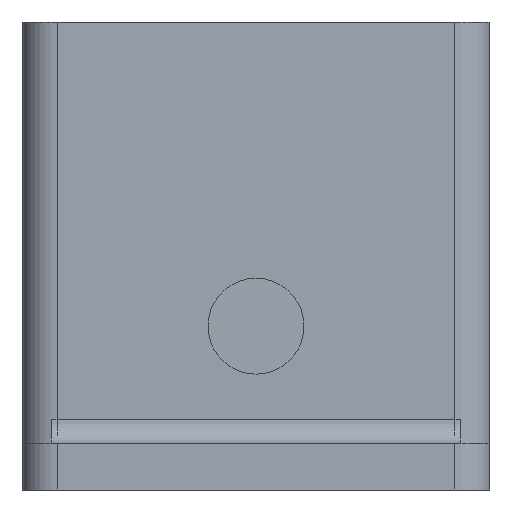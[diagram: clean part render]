
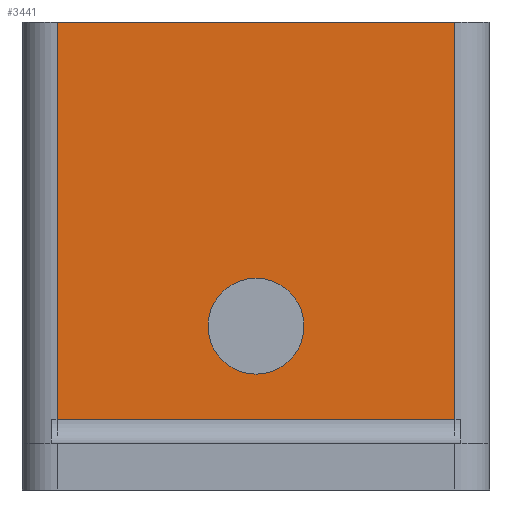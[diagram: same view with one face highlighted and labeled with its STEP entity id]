
A CAD part, left-side view. The second image highlights one B-rep face of the part: STEP entity #3441.
In plain terms, the highlighted planar face has unit normal (-1, 0, 0).
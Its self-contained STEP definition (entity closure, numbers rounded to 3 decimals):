
#3077 = VERTEX_POINT('',#3078);
#3078 = CARTESIAN_POINT('',(4.206,-8.992,
    34.695));
#3087 = CYLINDRICAL_SURFACE('',#3088,4.1);
#3088 = AXIS2_PLACEMENT_3D('',#3089,#3090,#3091);
#3089 = CARTESIAN_POINT('',(3.206,-8.992,
    38.795));
#3090 = DIRECTION('',(1.,0.,0.));
#3091 = DIRECTION('',(0.,0.,-1.));
#3099 = CYLINDRICAL_SURFACE('',#3100,4.1);
#3100 = AXIS2_PLACEMENT_3D('',#3101,#3102,#3103);
#3101 = CARTESIAN_POINT('',(3.206,-8.992,
    38.795));
#3102 = DIRECTION('',(1.,0.,0.));
#3103 = DIRECTION('',(0.,0.,-1.));
#3141 = VERTEX_POINT('',#3142);
#3142 = CARTESIAN_POINT('',(4.206,-8.992,
    42.895));
#3163 = EDGE_CURVE('',#3141,#3077,#3164,.T.);
#3164 = SURFACE_CURVE('',#3165,(#3170,#3177),.PCURVE_S1.);
#3165 = CIRCLE('',#3166,4.1);
#3166 = AXIS2_PLACEMENT_3D('',#3167,#3168,#3169);
#3167 = CARTESIAN_POINT('',(4.206,-8.992,
    38.795));
#3168 = DIRECTION('',(1.,0.,0.));
#3169 = DIRECTION('',(0.,0.,-1.));
#3170 = PCURVE('',#3087,#3171);
#3171 = DEFINITIONAL_REPRESENTATION('',(#3172),#3176);
#3172 = LINE('',#3173,#3174);
#3173 = CARTESIAN_POINT('',(0.,1.));
#3174 = VECTOR('',#3175,1.);
#3175 = DIRECTION('',(1.,0.));
#3176 = ( GEOMETRIC_REPRESENTATION_CONTEXT(2) 
PARAMETRIC_REPRESENTATION_CONTEXT() REPRESENTATION_CONTEXT('2D SPACE',''
  ) );
#3177 = PCURVE('',#3178,#3183);
#3178 = PLANE('',#3179);
#3179 = AXIS2_PLACEMENT_3D('',#3180,#3181,#3182);
#3180 = CARTESIAN_POINT('',(4.206,-28.992,
    24.795));
#3181 = DIRECTION('',(1.,0.,0.));
#3182 = DIRECTION('',(-0.,1.,0.));
#3183 = DEFINITIONAL_REPRESENTATION('',(#3184),#3188);
#3184 = CIRCLE('',#3185,4.1);
#3185 = AXIS2_PLACEMENT_2D('',#3186,#3187);
#3186 = CARTESIAN_POINT('',(20.,14.));
#3187 = DIRECTION('',(0.,-1.));
#3188 = ( GEOMETRIC_REPRESENTATION_CONTEXT(2) 
PARAMETRIC_REPRESENTATION_CONTEXT() REPRESENTATION_CONTEXT('2D SPACE',''
  ) );
#3196 = VERTEX_POINT('',#3197);
#3197 = CARTESIAN_POINT('',(4.206,8.008,
    30.795));
#3204 = CYLINDRICAL_SURFACE('',#3205,2.);
#3205 = AXIS2_PLACEMENT_3D('',#3206,#3207,#3208);
#3206 = CARTESIAN_POINT('',(2.206,8.508,
    30.795));
#3207 = DIRECTION('',(0.,-1.,0.));
#3208 = DIRECTION('',(1.,0.,0.));
#3228 = EDGE_CURVE('',#3196,#3229,#3231,.T.);
#3229 = VERTEX_POINT('',#3230);
#3230 = CARTESIAN_POINT('',(4.206,-25.992,
    30.795));
#3231 = SURFACE_CURVE('',#3232,(#3236,#3243),.PCURVE_S1.);
#3232 = LINE('',#3233,#3234);
#3233 = CARTESIAN_POINT('',(4.206,8.508,
    30.795));
#3234 = VECTOR('',#3235,1.);
#3235 = DIRECTION('',(0.,-1.,0.));
#3236 = PCURVE('',#3204,#3237);
#3237 = DEFINITIONAL_REPRESENTATION('',(#3238),#3242);
#3238 = LINE('',#3239,#3240);
#3239 = CARTESIAN_POINT('',(6.283,0.));
#3240 = VECTOR('',#3241,1.);
#3241 = DIRECTION('',(0.,1.));
#3242 = ( GEOMETRIC_REPRESENTATION_CONTEXT(2) 
PARAMETRIC_REPRESENTATION_CONTEXT() REPRESENTATION_CONTEXT('2D SPACE',''
  ) );
#3243 = PCURVE('',#3178,#3244);
#3244 = DEFINITIONAL_REPRESENTATION('',(#3245),#3249);
#3245 = LINE('',#3246,#3247);
#3246 = CARTESIAN_POINT('',(37.5,6.));
#3247 = VECTOR('',#3248,1.);
#3248 = DIRECTION('',(-1.,0.));
#3249 = ( GEOMETRIC_REPRESENTATION_CONTEXT(2) 
PARAMETRIC_REPRESENTATION_CONTEXT() REPRESENTATION_CONTEXT('2D SPACE',''
  ) );
#3385 = CYLINDRICAL_SURFACE('',#3386,3.);
#3386 = AXIS2_PLACEMENT_3D('',#3387,#3388,#3389);
#3387 = CARTESIAN_POINT('',(7.206,8.008,
    24.795));
#3388 = DIRECTION('',(0.,0.,1.));
#3389 = DIRECTION('',(-1.,0.,0.));
#3441 = ADVANCED_FACE('',(#3442,#3522),#3178,.F.);
#3442 = FACE_BOUND('',#3443,.T.);
#3443 = EDGE_LOOP('',(#3444,#3467,#3468,#3496));
#3444 = ORIENTED_EDGE('',*,*,#3445,.F.);
#3445 = EDGE_CURVE('',#3196,#3446,#3448,.T.);
#3446 = VERTEX_POINT('',#3447);
#3447 = CARTESIAN_POINT('',(4.206,8.008,
    64.795));
#3448 = SURFACE_CURVE('',#3449,(#3453,#3460),.PCURVE_S1.);
#3449 = LINE('',#3450,#3451);
#3450 = CARTESIAN_POINT('',(4.206,8.008,
    24.795));
#3451 = VECTOR('',#3452,1.);
#3452 = DIRECTION('',(0.,0.,1.));
#3453 = PCURVE('',#3178,#3454);
#3454 = DEFINITIONAL_REPRESENTATION('',(#3455),#3459);
#3455 = LINE('',#3456,#3457);
#3456 = CARTESIAN_POINT('',(37.,0.));
#3457 = VECTOR('',#3458,1.);
#3458 = DIRECTION('',(0.,1.));
#3459 = ( GEOMETRIC_REPRESENTATION_CONTEXT(2) 
PARAMETRIC_REPRESENTATION_CONTEXT() REPRESENTATION_CONTEXT('2D SPACE',''
  ) );
#3460 = PCURVE('',#3385,#3461);
#3461 = DEFINITIONAL_REPRESENTATION('',(#3462),#3466);
#3462 = LINE('',#3463,#3464);
#3463 = CARTESIAN_POINT('',(6.283,0.));
#3464 = VECTOR('',#3465,1.);
#3465 = DIRECTION('',(0.,1.));
#3466 = ( GEOMETRIC_REPRESENTATION_CONTEXT(2) 
PARAMETRIC_REPRESENTATION_CONTEXT() REPRESENTATION_CONTEXT('2D SPACE',''
  ) );
#3467 = ORIENTED_EDGE('',*,*,#3228,.T.);
#3468 = ORIENTED_EDGE('',*,*,#3469,.T.);
#3469 = EDGE_CURVE('',#3229,#3470,#3472,.T.);
#3470 = VERTEX_POINT('',#3471);
#3471 = CARTESIAN_POINT('',(4.206,-25.992,
    64.795));
#3472 = SURFACE_CURVE('',#3473,(#3477,#3484),.PCURVE_S1.);
#3473 = LINE('',#3474,#3475);
#3474 = CARTESIAN_POINT('',(4.206,-25.992,
    24.795));
#3475 = VECTOR('',#3476,1.);
#3476 = DIRECTION('',(0.,0.,1.));
#3477 = PCURVE('',#3178,#3478);
#3478 = DEFINITIONAL_REPRESENTATION('',(#3479),#3483);
#3479 = LINE('',#3480,#3481);
#3480 = CARTESIAN_POINT('',(3.,0.));
#3481 = VECTOR('',#3482,1.);
#3482 = DIRECTION('',(0.,1.));
#3483 = ( GEOMETRIC_REPRESENTATION_CONTEXT(2) 
PARAMETRIC_REPRESENTATION_CONTEXT() REPRESENTATION_CONTEXT('2D SPACE',''
  ) );
#3484 = PCURVE('',#3485,#3490);
#3485 = CYLINDRICAL_SURFACE('',#3486,3.);
#3486 = AXIS2_PLACEMENT_3D('',#3487,#3488,#3489);
#3487 = CARTESIAN_POINT('',(7.206,-25.992,
    24.795));
#3488 = DIRECTION('',(0.,0.,1.));
#3489 = DIRECTION('',(-1.,0.,0.));
#3490 = DEFINITIONAL_REPRESENTATION('',(#3491),#3495);
#3491 = LINE('',#3492,#3493);
#3492 = CARTESIAN_POINT('',(0.,0.));
#3493 = VECTOR('',#3494,1.);
#3494 = DIRECTION('',(0.,1.));
#3495 = ( GEOMETRIC_REPRESENTATION_CONTEXT(2) 
PARAMETRIC_REPRESENTATION_CONTEXT() REPRESENTATION_CONTEXT('2D SPACE',''
  ) );
#3496 = ORIENTED_EDGE('',*,*,#3497,.T.);
#3497 = EDGE_CURVE('',#3470,#3446,#3498,.T.);
#3498 = SURFACE_CURVE('',#3499,(#3503,#3510),.PCURVE_S1.);
#3499 = LINE('',#3500,#3501);
#3500 = CARTESIAN_POINT('',(4.206,-28.992,
    64.795));
#3501 = VECTOR('',#3502,1.);
#3502 = DIRECTION('',(0.,1.,0.));
#3503 = PCURVE('',#3178,#3504);
#3504 = DEFINITIONAL_REPRESENTATION('',(#3505),#3509);
#3505 = LINE('',#3506,#3507);
#3506 = CARTESIAN_POINT('',(0.,40.));
#3507 = VECTOR('',#3508,1.);
#3508 = DIRECTION('',(1.,0.));
#3509 = ( GEOMETRIC_REPRESENTATION_CONTEXT(2) 
PARAMETRIC_REPRESENTATION_CONTEXT() REPRESENTATION_CONTEXT('2D SPACE',''
  ) );
#3510 = PCURVE('',#3511,#3516);
#3511 = PLANE('',#3512);
#3512 = AXIS2_PLACEMENT_3D('',#3513,#3514,#3515);
#3513 = CARTESIAN_POINT('',(4.206,-28.992,
    64.795));
#3514 = DIRECTION('',(0.,0.,1.));
#3515 = DIRECTION('',(1.,0.,-0.));
#3516 = DEFINITIONAL_REPRESENTATION('',(#3517),#3521);
#3517 = LINE('',#3518,#3519);
#3518 = CARTESIAN_POINT('',(0.,0.));
#3519 = VECTOR('',#3520,1.);
#3520 = DIRECTION('',(0.,1.));
#3521 = ( GEOMETRIC_REPRESENTATION_CONTEXT(2) 
PARAMETRIC_REPRESENTATION_CONTEXT() REPRESENTATION_CONTEXT('2D SPACE',''
  ) );
#3522 = FACE_BOUND('',#3523,.T.);
#3523 = EDGE_LOOP('',(#3524,#3546));
#3524 = ORIENTED_EDGE('',*,*,#3525,.T.);
#3525 = EDGE_CURVE('',#3077,#3141,#3526,.T.);
#3526 = SURFACE_CURVE('',#3527,(#3532,#3539),.PCURVE_S1.);
#3527 = CIRCLE('',#3528,4.1);
#3528 = AXIS2_PLACEMENT_3D('',#3529,#3530,#3531);
#3529 = CARTESIAN_POINT('',(4.206,-8.992,
    38.795));
#3530 = DIRECTION('',(1.,0.,0.));
#3531 = DIRECTION('',(0.,0.,-1.));
#3532 = PCURVE('',#3178,#3533);
#3533 = DEFINITIONAL_REPRESENTATION('',(#3534),#3538);
#3534 = CIRCLE('',#3535,4.1);
#3535 = AXIS2_PLACEMENT_2D('',#3536,#3537);
#3536 = CARTESIAN_POINT('',(20.,14.));
#3537 = DIRECTION('',(0.,-1.));
#3538 = ( GEOMETRIC_REPRESENTATION_CONTEXT(2) 
PARAMETRIC_REPRESENTATION_CONTEXT() REPRESENTATION_CONTEXT('2D SPACE',''
  ) );
#3539 = PCURVE('',#3099,#3540);
#3540 = DEFINITIONAL_REPRESENTATION('',(#3541),#3545);
#3541 = LINE('',#3542,#3543);
#3542 = CARTESIAN_POINT('',(0.,1.));
#3543 = VECTOR('',#3544,1.);
#3544 = DIRECTION('',(1.,0.));
#3545 = ( GEOMETRIC_REPRESENTATION_CONTEXT(2) 
PARAMETRIC_REPRESENTATION_CONTEXT() REPRESENTATION_CONTEXT('2D SPACE',''
  ) );
#3546 = ORIENTED_EDGE('',*,*,#3163,.T.);
